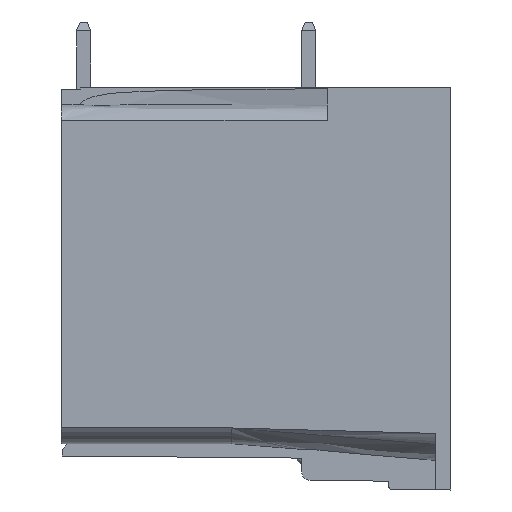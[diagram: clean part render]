
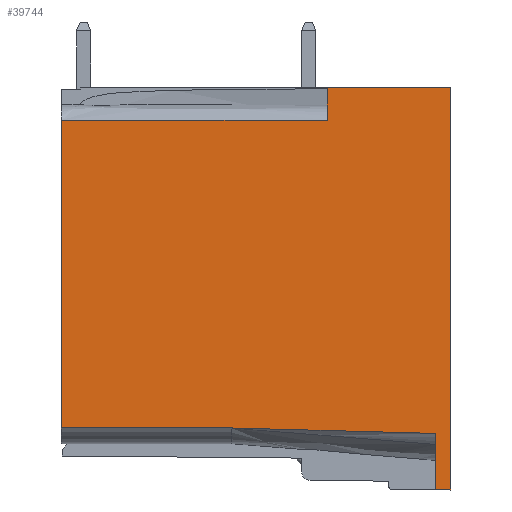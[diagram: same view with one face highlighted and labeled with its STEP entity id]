
A CAD part, left-side view. The second image highlights one B-rep face of the part: STEP entity #39744.
In plain terms, the highlighted planar face has unit normal (-1, 0, 0).
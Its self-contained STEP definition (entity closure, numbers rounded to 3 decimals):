
#6091=DIRECTION('',(0.,0.,1.));
#6092=VECTOR('',#6091,22.7);
#6093=CARTESIAN_POINT('',(2.96,0.,-22.7));
#6094=LINE('',#6093,#6092);
#7531=DIRECTION('',(0.,0.,-1.));
#7532=VECTOR('',#7531,17.35);
#7533=CARTESIAN_POINT('',(2.96,21.95,-1.85));
#7534=LINE('',#7533,#7532);
#10552=DIRECTION('',(0.,0.,1.));
#10553=VECTOR('',#10552,3.185);
#10554=CARTESIAN_POINT('',(2.96,0.85,-22.693));
#10555=LINE('',#10554,#10553);
#10556=DIRECTION('',(0.,-1.,-0.027));
#10557=VECTOR('',#10556,11.504);
#10558=CARTESIAN_POINT('',(2.96,12.35,-19.2));
#10559=LINE('',#10558,#10557);
#10560=DIRECTION('',(0.,-1.,0.));
#10561=VECTOR('',#10560,9.6);
#10562=CARTESIAN_POINT('',(2.96,21.95,-19.2));
#10563=LINE('',#10562,#10561);
#10564=DIRECTION('',(0.,-1.,0.));
#10565=VECTOR('',#10564,15.);
#10566=CARTESIAN_POINT('',(2.96,21.95,-1.85));
#10567=LINE('',#10566,#10565);
#10568=DIRECTION('',(0.,0.,-1.));
#10569=VECTOR('',#10568,1.85);
#10570=CARTESIAN_POINT('',(2.96,6.95,0.));
#10571=LINE('',#10570,#10569);
#10572=DIRECTION('',(0.,-1.,0.));
#10573=VECTOR('',#10572,6.95);
#10574=CARTESIAN_POINT('',(2.96,6.95,0.));
#10575=LINE('',#10574,#10573);
#10576=DIRECTION('',(0.,1.,0.009));
#10577=VECTOR('',#10576,0.85);
#10578=CARTESIAN_POINT('',(2.96,0.,-22.7));
#10579=LINE('',#10578,#10577);
#25211=CARTESIAN_POINT('',(2.96,0.,0.));
#25213=VERTEX_POINT('',#25211);
#25215=CARTESIAN_POINT('',(2.96,0.,-22.7));
#25217=VERTEX_POINT('',#25215);
#25254=CARTESIAN_POINT('',(2.96,6.95,-1.85));
#25255=VERTEX_POINT('',#25254);
#25270=CARTESIAN_POINT('',(2.96,0.85,-19.508));
#25271=VERTEX_POINT('',#25270);
#25288=CARTESIAN_POINT('',(2.96,6.95,0.));
#25289=VERTEX_POINT('',#25288);
#25290=CARTESIAN_POINT('',(2.96,21.95,-1.85));
#25291=VERTEX_POINT('',#25290);
#25298=CARTESIAN_POINT('',(2.96,21.95,-19.2));
#25299=VERTEX_POINT('',#25298);
#25300=CARTESIAN_POINT('',(2.96,0.85,-22.693));
#25301=VERTEX_POINT('',#25300);
#25302=CARTESIAN_POINT('',(2.96,12.35,-19.2));
#25303=VERTEX_POINT('',#25302);
#39724=CARTESIAN_POINT('',(2.96,0.,0.));
#39725=DIRECTION('',(1.,0.,0.));
#39726=DIRECTION('',(0.,-1.,0.));
#39727=AXIS2_PLACEMENT_3D('',#39724,#39725,#39726);
#39728=PLANE('',#39727);
#39729=ORIENTED_EDGE('',*,*,#39667,.T.);
#39730=ORIENTED_EDGE('',*,*,#39706,.F.);
#39731=ORIENTED_EDGE('',*,*,#39719,.F.);
#39732=ORIENTED_EDGE('',*,*,#35838,.F.);
#39734=ORIENTED_EDGE('',*,*,#39733,.T.);
#39736=ORIENTED_EDGE('',*,*,#39735,.F.);
#39738=ORIENTED_EDGE('',*,*,#39737,.T.);
#39739=ORIENTED_EDGE('',*,*,#33585,.F.);
#39741=ORIENTED_EDGE('',*,*,#39740,.T.);
#39742=EDGE_LOOP('',(#39729,#39730,#39731,#39732,#39734,#39736,#39738,#39739,
#39741));
#39743=FACE_OUTER_BOUND('',#39742,.F.);
#39744=ADVANCED_FACE('',(#39743),#39728,.F.);
#33585=EDGE_CURVE('',#25217,#25213,#6094,.T.);
#35838=EDGE_CURVE('',#25291,#25299,#7534,.T.);
#39667=EDGE_CURVE('',#25301,#25271,#10555,.T.);
#39706=EDGE_CURVE('',#25303,#25271,#10559,.T.);
#39719=EDGE_CURVE('',#25299,#25303,#10563,.T.);
#39733=EDGE_CURVE('',#25291,#25255,#10567,.T.);
#39735=EDGE_CURVE('',#25289,#25255,#10571,.T.);
#39737=EDGE_CURVE('',#25289,#25213,#10575,.T.);
#39740=EDGE_CURVE('',#25217,#25301,#10579,.T.);
